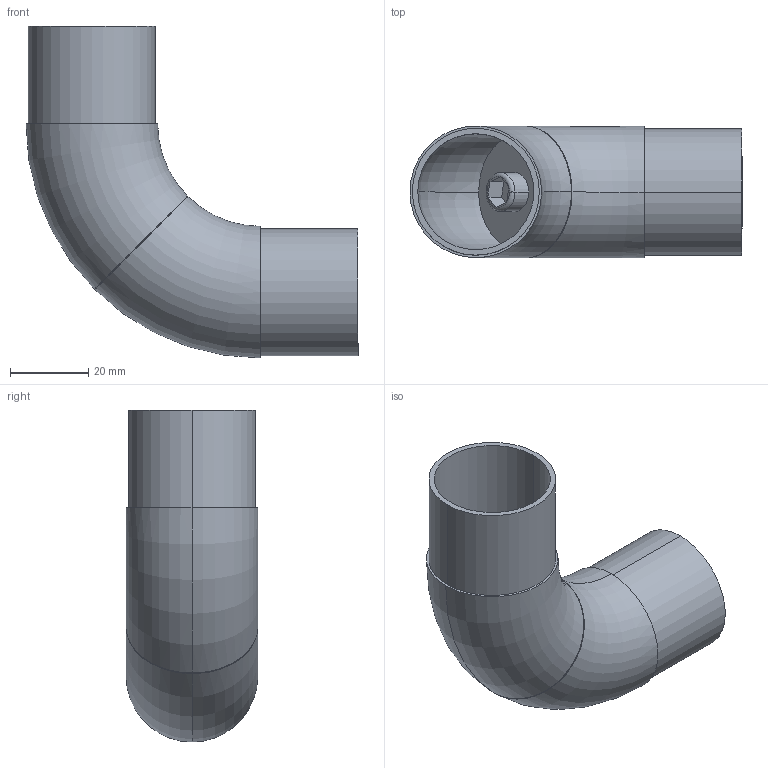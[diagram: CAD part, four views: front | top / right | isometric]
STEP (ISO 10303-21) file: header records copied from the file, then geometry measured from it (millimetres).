
FILE_DESCRIPTION (( 'STEP AP203' ), '1' );
FILE_NAME ('3D_GR1162_33.7x2_188701305.STEP', '2024-10-08T06:28:38', ( '' ), ( '' ), 'SwSTEP 2.0', 'SolidWorks 2024', '' );
FILE_SCHEMA (( 'CONFIG_CONTROL_DESIGN' ));
Length unit declared in the file: millimetre
Products named in the file (1): 3D_GR1162_33.7x2_188701305
Bounding box: 85 x 33.7 x 85 mm (x, y, z)
Volume: 23557.2 mm3; surface area: 25130.4 mm2
Topology: 1 solids, 1 shells, 51 faces, 104 edges, 62 vertices
Faces by surface type: plane 21, cylinder 14, torus 10, bspline 4, cone 2
Entity records: 2443 total; most frequent: CARTESIAN_POINT 1290, DIRECTION 242, ORIENTED_EDGE 208, EDGE_CURVE 104, AXIS2_PLACEMENT_3D 104, VERTEX_POINT 62, EDGE_LOOP 58, CIRCLE 56
